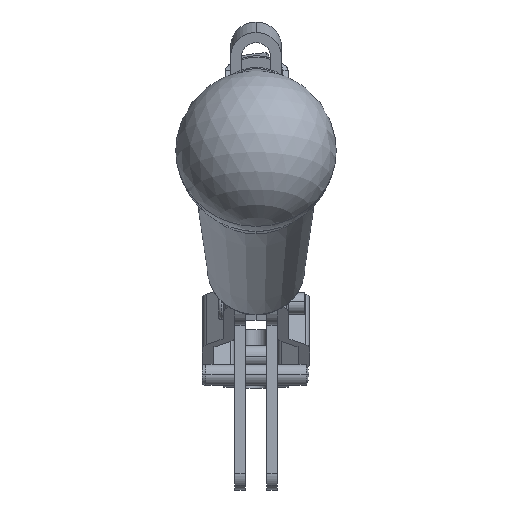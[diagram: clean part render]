
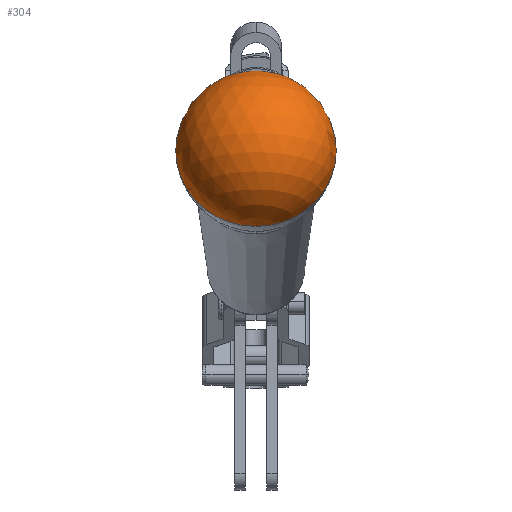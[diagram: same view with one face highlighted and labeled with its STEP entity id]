
A CAD part, top view. The second image highlights one B-rep face of the part: STEP entity #304.
In plain terms, the highlighted spherical face has radius 15 mm.
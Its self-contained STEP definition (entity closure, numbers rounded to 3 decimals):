
#288=CARTESIAN_POINT('',(-134.871,63.741,109.065));
#289=DIRECTION('',(0.,-0.942,0.337));
#290=DIRECTION('',(1.0,0.0,0.0));
#291=AXIS2_PLACEMENT_3D('',#288,#289,#290);
#292=SPHERICAL_SURFACE('',#291,15.);
#293=CARTESIAN_POINT('',(-134.871,77.865,104.013));
#294=VERTEX_POINT('',#293);
#295=CARTESIAN_POINT('',(-134.871,63.741,109.065));
#296=DIRECTION('',(0.,-0.337,-0.942));
#297=DIRECTION('',(0.0,-0.942,0.337));
#298=AXIS2_PLACEMENT_3D('',#295,#296,#297);
#299=CIRCLE('',#298,15.);
#300=EDGE_CURVE('',#294,#294,#299,.T.);
#301=ORIENTED_EDGE('',*,*,#300,.F.);
#302=EDGE_LOOP('',(#301));
#303=FACE_OUTER_BOUND('',#302,.T.);
#304=ADVANCED_FACE('',(#303),#292,.T.);
